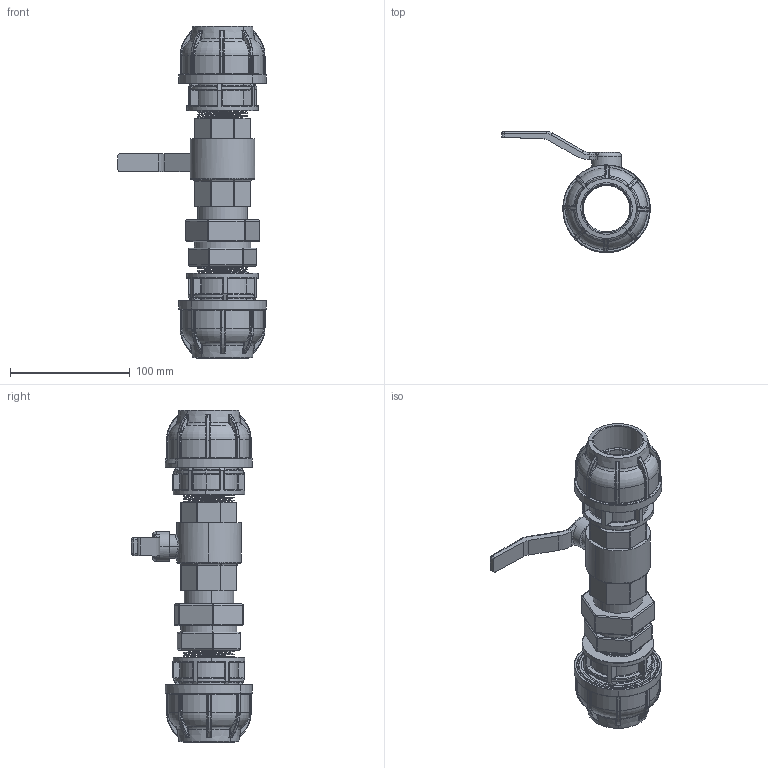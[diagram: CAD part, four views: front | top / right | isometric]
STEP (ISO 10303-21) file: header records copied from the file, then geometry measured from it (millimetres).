
FILE_DESCRIPTION (( 'STEP AP203' ), '1' );
FILE_NAME ('R225.040.114.step', '2013-11-19T09:39:47', ( 'Alusic' ), ( 'Alusic' ), 'SwSTEP 2.0', 'SolidWorks 2011', '' );
FILE_SCHEMA (( 'CONFIG_CONTROL_DESIGN' ));
Products named in the file (1): R225.040.114
Bounding box: 123.99 x 101.16 x 277.45 mm (x, y, z)
Surface area: 119490.4 mm2 (no closed solid volume)
Topology: 0 solids, 67 shells, 1543 faces, 5057 edges, 3313 vertices
Faces by surface type: cylinder 529, bspline 337, plane 335, torus 279, sphere 33, cone 30
Entity records: 78653 total; most frequent: CARTESIAN_POINT 39772, ORIENTED_EDGE 7746, DIRECTION 7620, EDGE_CURVE 4990, VERTEX_POINT 3313, AXIS2_PLACEMENT_3D 3158, CIRCLE 1951, EDGE_LOOP 1560
